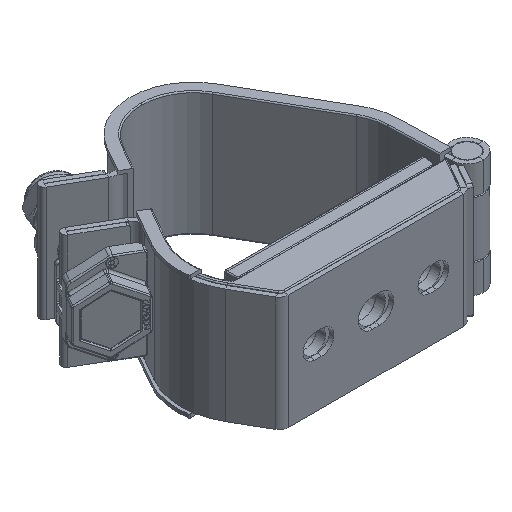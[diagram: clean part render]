
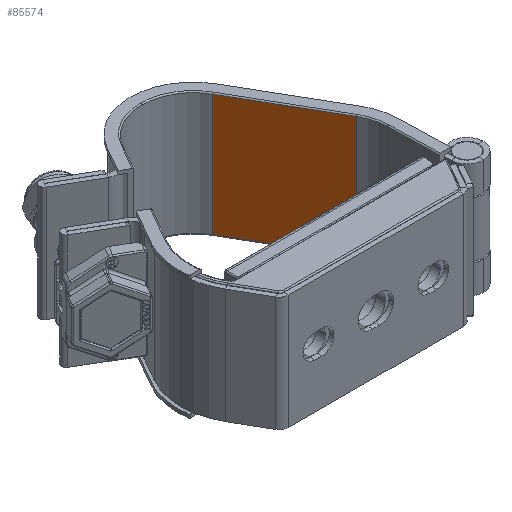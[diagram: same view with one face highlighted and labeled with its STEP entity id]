
A CAD part, isometric view. The second image highlights one B-rep face of the part: STEP entity #85574.
In plain terms, the highlighted planar face has unit normal (-0.866, -0.5, 0).
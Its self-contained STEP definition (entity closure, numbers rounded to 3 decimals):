
#2777 = LINE ( 'NONE', #83865, #109624 ) ;
#26007 = ORIENTED_EDGE ( 'NONE', *, *, #112341, .T. ) ;
#27814 = DIRECTION ( 'NONE',  ( -0.866, -0.5, 0. ) ) ;
#29787 = EDGE_LOOP ( 'NONE', ( #31400, #115899, #115378, #26007 ) ) ;
#29848 = EDGE_CURVE ( 'NONE', #42819, #38931, #76465, .T. ) ;
#31400 = ORIENTED_EDGE ( 'NONE', *, *, #133730, .F. ) ;
#38931 = VERTEX_POINT ( 'NONE', #50678 ) ;
#41833 = AXIS2_PLACEMENT_3D ( 'NONE', #102004, #27814, #132016 ) ;
#42819 = VERTEX_POINT ( 'NONE', #105023 ) ;
#43204 = DIRECTION ( 'NONE',  ( 0.5, -0.866, 0. ) ) ;
#43250 = VECTOR ( 'NONE', #120233, 1000. ) ;
#46267 = DIRECTION ( 'NONE',  ( 0., 0., 1. ) ) ;
#50057 = DIRECTION ( 'NONE',  ( 0., 0., 1. ) ) ;
#50215 = EDGE_CURVE ( 'NONE', #72186, #42819, #2777, .T. ) ;
#50678 = CARTESIAN_POINT ( 'NONE',  ( 42.525, 34.109, 26.5 ) ) ;
#71832 = FACE_OUTER_BOUND ( 'NONE', #29787, .T. ) ;
#72186 = VERTEX_POINT ( 'NONE', #114976 ) ;
#73759 = CARTESIAN_POINT ( 'NONE',  ( 19.525, 73.946, 26.5 ) ) ;
#76465 = LINE ( 'NONE', #116040, #82955 ) ;
#82955 = VECTOR ( 'NONE', #46267, 1000. ) ;
#83865 = CARTESIAN_POINT ( 'NONE',  ( 19.525, 73.946, -26.5 ) ) ;
#85574 = ADVANCED_FACE ( 'NONE', ( #71832 ), #90672, .T. ) ;
#86367 = LINE ( 'NONE', #90267, #92865 ) ;
#90267 = CARTESIAN_POINT ( 'NONE',  ( 19.525, 73.946, -27. ) ) ;
#90672 = PLANE ( 'NONE',  #41833 ) ;
#92865 = VECTOR ( 'NONE', #50057, 1000. ) ;
#95328 = VERTEX_POINT ( 'NONE', #73759 ) ;
#102004 = CARTESIAN_POINT ( 'NONE',  ( 19.525, 73.946, -27. ) ) ;
#105023 = CARTESIAN_POINT ( 'NONE',  ( 42.525, 34.109, -26.5 ) ) ;
#109624 = VECTOR ( 'NONE', #43204, 1000. ) ;
#111155 = CARTESIAN_POINT ( 'NONE',  ( 19.525, 73.946, 26.5 ) ) ;
#112341 = EDGE_CURVE ( 'NONE', #38931, #95328, #130717, .T. ) ;
#114976 = CARTESIAN_POINT ( 'NONE',  ( 19.525, 73.946, -26.5 ) ) ;
#115378 = ORIENTED_EDGE ( 'NONE', *, *, #29848, .T. ) ;
#115899 = ORIENTED_EDGE ( 'NONE', *, *, #50215, .T. ) ;
#116040 = CARTESIAN_POINT ( 'NONE',  ( 42.525, 34.109, -27. ) ) ;
#120233 = DIRECTION ( 'NONE',  ( -0.5, 0.866, 0. ) ) ;
#130717 = LINE ( 'NONE', #111155, #43250 ) ;
#132016 = DIRECTION ( 'NONE',  ( 0.5, -0.866, 0. ) ) ;
#133730 = EDGE_CURVE ( 'NONE', #72186, #95328, #86367, .T. ) ;
